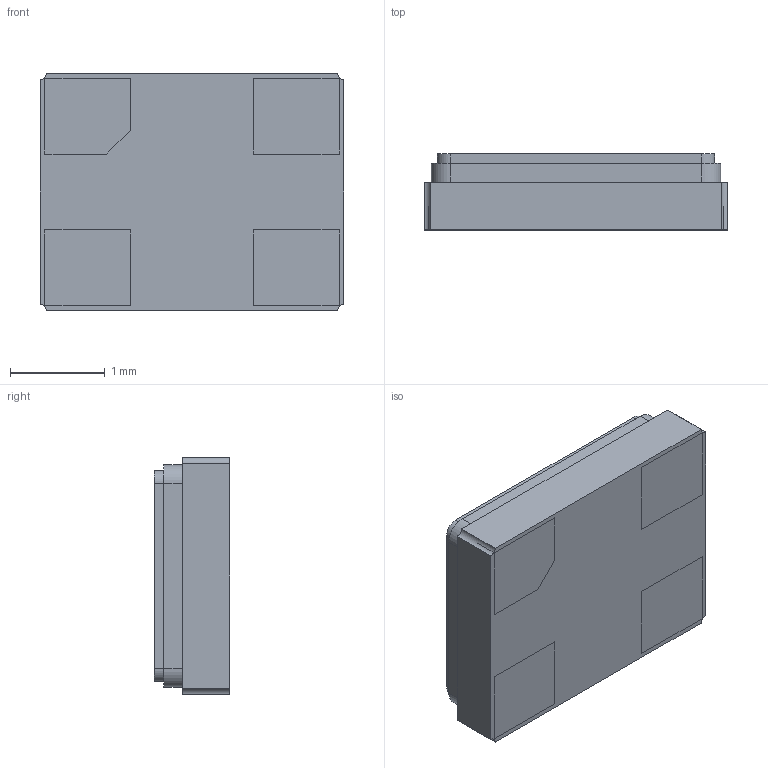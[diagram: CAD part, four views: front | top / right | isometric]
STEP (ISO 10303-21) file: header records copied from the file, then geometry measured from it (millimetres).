
FILE_DESCRIPTION (( 'STEP AP214' ), '1' );
FILE_NAME ('ABM8AIG-8.000MHZ-1Z-T.STEP', '2022-02-16T05:08:45', ( '' ), ( '' ), 'SwSTEP 2.0', 'SolidWorks 2018', '' );
FILE_SCHEMA (( 'AUTOMOTIVE_DESIGN' ));
Length unit declared in the file: millimetre
Products named in the file (2): ABM8AIG-8.000MHZ-1Z-T
Bounding box: 3.2 x 0.8 x 2.5 mm (x, y, z)
Volume: 6.1 mm3; surface area: 37.1 mm2
Topology: 5 solids, 5 shells, 74 faces, 174 edges, 116 vertices
Faces by surface type: plane 62, cylinder 12
Entity records: 3001 total; most frequent: CARTESIAN_POINT 366, DIRECTION 350, ORIENTED_EDGE 348, EDGE_CURVE 174, LINE 150, VECTOR 150, VERTEX_POINT 116, AXIS2_PLACEMENT_3D 100
